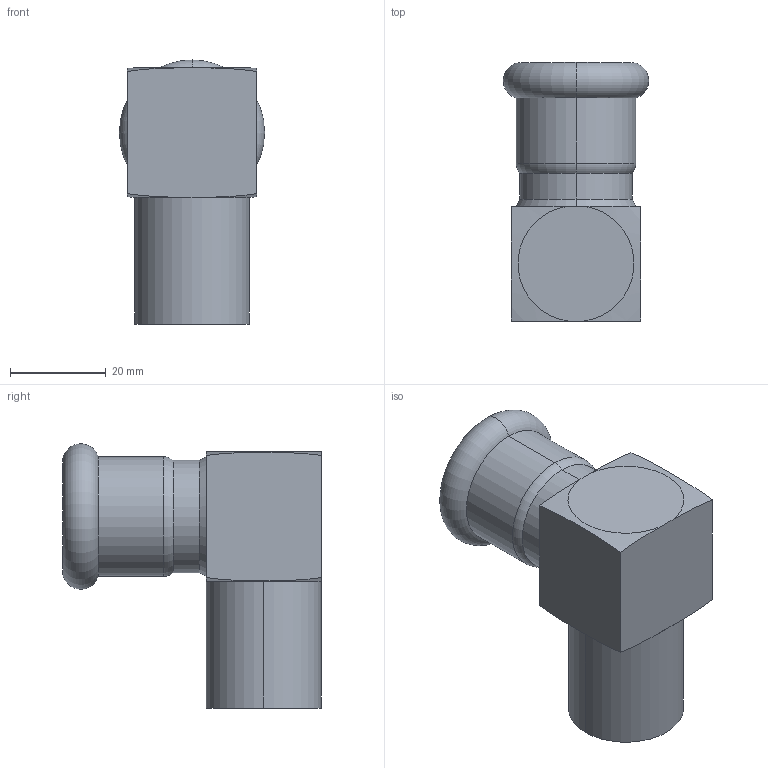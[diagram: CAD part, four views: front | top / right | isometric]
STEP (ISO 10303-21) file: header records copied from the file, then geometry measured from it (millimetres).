
FILE_DESCRIPTION (( 'STEP AP203' ), '1' );
FILE_NAME ('3D_PS731_22 x 1-2_148401100.STEP', '2024-11-21T11:25:06', ( '' ), ( '' ), 'SwSTEP 2.0', 'SolidWorks 2023', '' );
FILE_SCHEMA (( 'CONFIG_CONTROL_DESIGN' ));
Length unit declared in the file: millimetre
Products named in the file (1): 3D_PS731_22 x 1-2_148401100
Bounding box: 30.33 x 54 x 55.16 mm (x, y, z)
Volume: 18560 mm3; surface area: 13382.1 mm2
Topology: 1 solids, 1 shells, 47 faces, 106 edges, 59 vertices
Faces by surface type: cylinder 15, cone 10, plane 10, torus 8, bspline 4
Entity records: 1685 total; most frequent: CARTESIAN_POINT 583, DIRECTION 226, ORIENTED_EDGE 208, EDGE_CURVE 104, AXIS2_PLACEMENT_3D 94, VERTEX_POINT 59, CIRCLE 50, EDGE_LOOP 49
